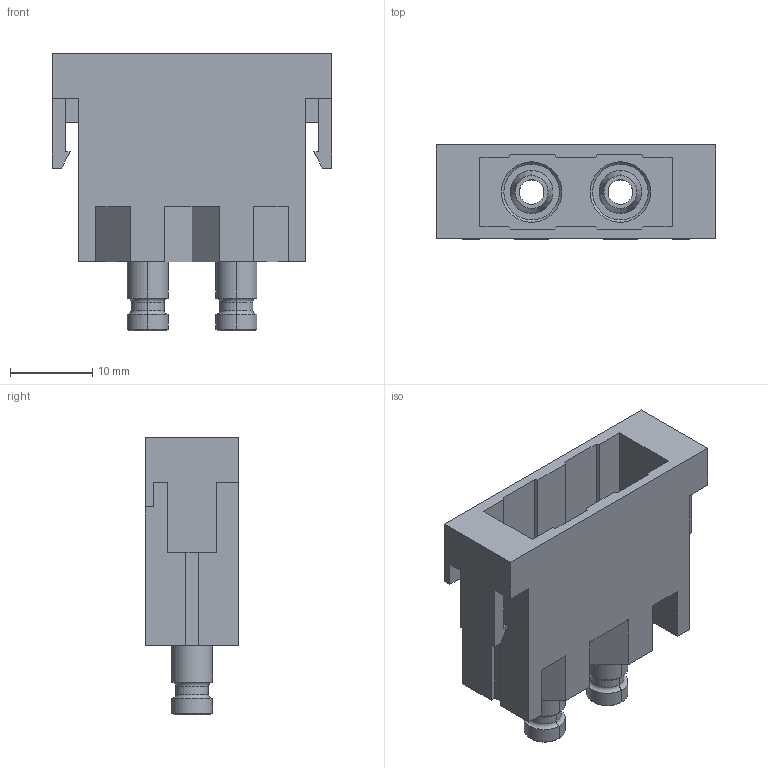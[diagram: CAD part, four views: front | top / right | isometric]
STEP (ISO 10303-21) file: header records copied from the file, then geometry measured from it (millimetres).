
FILE_DESCRIPTION(/* description */ (''),/* implementation_level */ '2;1');
FILE_NAME(/* name */ 'c146 g02 024 g8nxc001-02.stp',/* time_stamp */ '2019-10-23T07:48:20+02:00',/* author */ (''),/* organization */ (''),/* preprocessor_version */ 'ST-DEVELOPER v16.7',/* originating_system */ 'SIEMENS PLM Software NX 12.0',/* authorisation */ '');
FILE_SCHEMA (('AUTOMOTIVE_DESIGN { 1 0 10303 214 3 1 1 1 }'));
Length unit declared in the file: millimetre
Products named in the file (1): c146 g02 024 g8nxc001-02
Bounding box: 34 x 11.41 x 33.8 mm (x, y, z)
Volume: 4937 mm3; surface area: 5436 mm2
Topology: 1 solids, 1 shells, 580 faces, 1546 edges, 1020 vertices
Faces by surface type: bspline 286, plane 238, cylinder 28, cone 16, torus 12
Entity records: 30982 total; most frequent: CARTESIAN_POINT 18393, ORIENTED_EDGE 3092, DIRECTION 1656, EDGE_CURVE 1546, VERTEX_POINT 1020, LINE 882, VECTOR 882, EDGE_LOOP 636
